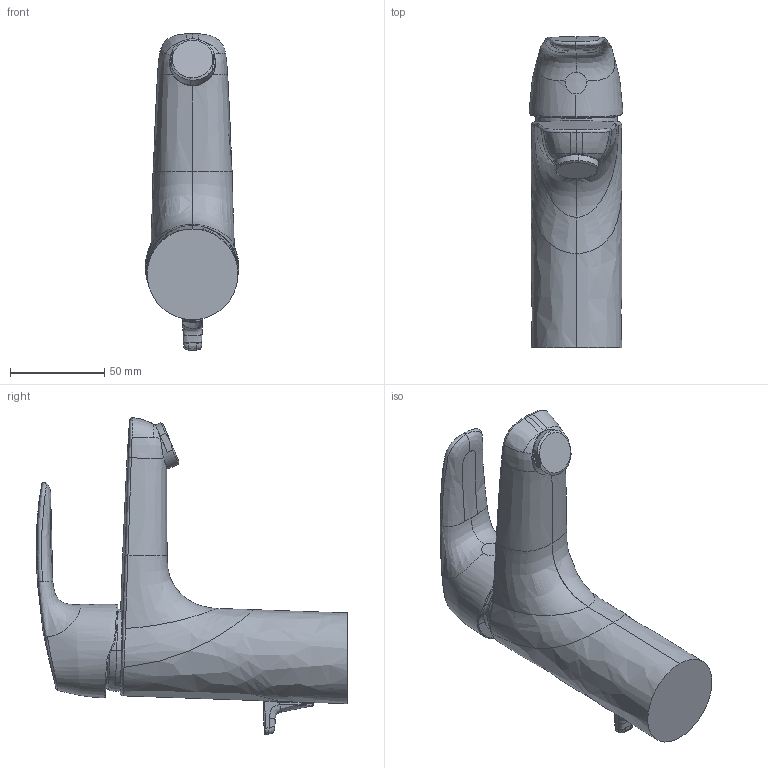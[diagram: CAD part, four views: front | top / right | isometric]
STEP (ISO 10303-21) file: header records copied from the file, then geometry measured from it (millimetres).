
FILE_DESCRIPTION (( 'STEP AP203' ), '1' );
FILE_NAME ('1005F(2017)+45012283.STEP', '2019-03-07T06:28:39', ( '' ), ( '' ), 'SwSTEP 2.0', 'SolidWorks 2016', '' );
FILE_SCHEMA (( 'CONFIG_CONTROL_DESIGN' ));
Length unit declared in the file: millimetre
Products named in the file (1): 1005F(2017)+45012283
Bounding box: 49.68 x 165.23 x 168.37 mm (x, y, z)
Volume: 385867.1 mm3; surface area: 43824.5 mm2
Topology: 1 solids, 1 shells, 109 faces, 276 edges, 171 vertices
Faces by surface type: bspline 84, plane 12, cylinder 9, sphere 2, cone 2
Entity records: 34056 total; most frequent: CARTESIAN_POINT 32076, ORIENTED_EDGE 552, EDGE_CURVE 276, B_SPLINE_CURVE_WITH_KNOTS 220, VERTEX_POINT 171, DIRECTION 135, EDGE_LOOP 111, ADVANCED_FACE 109
